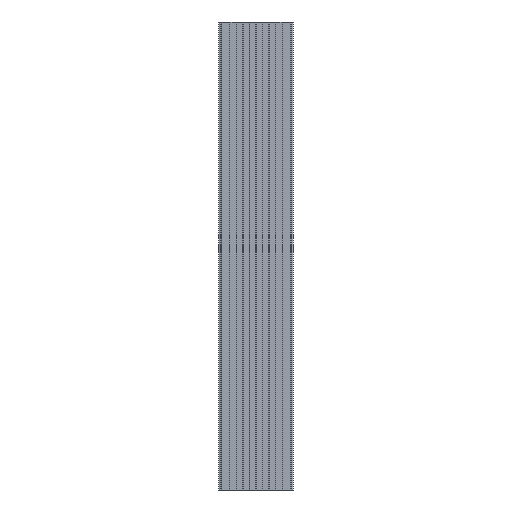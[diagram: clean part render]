
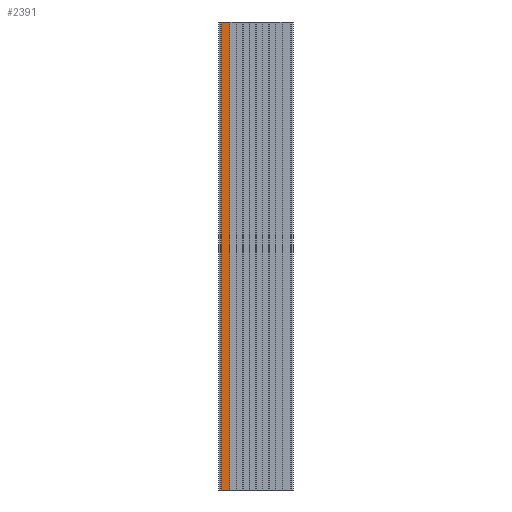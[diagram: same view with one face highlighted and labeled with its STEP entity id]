
A CAD part, front view. The second image highlights one B-rep face of the part: STEP entity #2391.
In plain terms, the highlighted planar face has unit normal (0, -1, 0).
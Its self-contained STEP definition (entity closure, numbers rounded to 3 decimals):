
#27=PLANE('',#2539);
#106=FACE_OUTER_BOUND('',#231,.T.);
#231=EDGE_LOOP('',(#1666,#1667,#1668,#1669));
#382=LINE('',#3607,#639);
#383=LINE('',#3610,#640);
#384=LINE('',#3612,#641);
#385=LINE('',#3613,#642);
#639=VECTOR('',#2870,1000.);
#640=VECTOR('',#2873,17.4);
#641=VECTOR('',#2874,17.4);
#642=VECTOR('',#2875,1000.);
#1005=VERTEX_POINT('',#3603);
#1006=VERTEX_POINT('',#3605);
#1007=VERTEX_POINT('',#3609);
#1008=VERTEX_POINT('',#3611);
#1274=EDGE_CURVE('',#1005,#1006,#382,.T.);
#1275=EDGE_CURVE('',#1007,#1005,#383,.T.);
#1276=EDGE_CURVE('',#1008,#1006,#384,.T.);
#1277=EDGE_CURVE('',#1007,#1008,#385,.T.);
#1666=ORIENTED_EDGE('',*,*,#1275,.T.);
#1667=ORIENTED_EDGE('',*,*,#1274,.T.);
#1668=ORIENTED_EDGE('',*,*,#1276,.F.);
#1669=ORIENTED_EDGE('',*,*,#1277,.F.);
#2391=ADVANCED_FACE('',(#106),#27,.T.);
#2539=AXIS2_PLACEMENT_3D('',#3608,#2871,#2872);
#2870=DIRECTION('',(0.,0.,1.));
#2871=DIRECTION('center_axis',(0.,-1.,0.));
#2872=DIRECTION('ref_axis',(1.,0.,0.));
#2873=DIRECTION('',(1.,0.,0.));
#2874=DIRECTION('',(1.,0.,0.));
#2875=DIRECTION('',(0.,0.,1.));
#3603=CARTESIAN_POINT('',(-56.3,0.,0.));
#3605=CARTESIAN_POINT('',(-56.3,0.,1000.));
#3607=CARTESIAN_POINT('',(-56.3,0.,0.));
#3608=CARTESIAN_POINT('Origin',(-73.7,0.,
0.));
#3609=CARTESIAN_POINT('',(-73.7,0.,0.));
#3610=CARTESIAN_POINT('',(-73.7,0.,0.));
#3611=CARTESIAN_POINT('',(-73.7,0.,1000.));
#3612=CARTESIAN_POINT('',(-73.7,0.,1000.));
#3613=CARTESIAN_POINT('',(-73.7,0.,0.));
